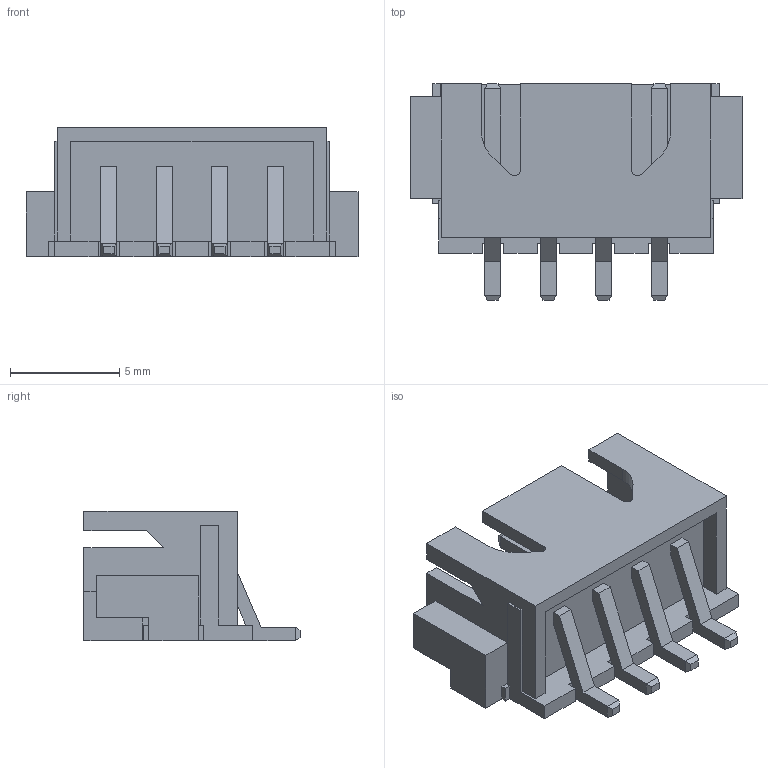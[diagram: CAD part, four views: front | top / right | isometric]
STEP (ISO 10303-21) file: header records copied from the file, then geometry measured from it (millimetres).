
FILE_DESCRIPTION(/* description */ ('Unknown'),/* implementation_level */ '2;1');
FILE_NAME(/* name */ 'JST - XH - SMD (R) - 4Pin - 2.54mm',/* time_stamp */ '2018-11-27T15:59:32-05:00',/* author */ ('Unknown'),/* organization */ ('Unknown'),/* preprocessor_version */ 'ST-DEVELOPER v16.7',/* originating_system */ 'DEX',/* authorisation */ $);
FILE_SCHEMA (('AP203_CONFIGURATION_CONTROLLED_3D_DESIGN_OF_MECHANICAL_PARTS_AND_ASSEMBLIES_MIM_LF { 1 0 10303 203 3 1 4 }','AUTOMOTIVE_DESIGN {1 0 10303 214 3 1 1}'));
Length unit declared in the file: millimetre
Products named in the file (1): JST - XH - SMD (R) - 4Pin - 2.54mm
Bounding box: 15.21 x 9.91 x 5.92 mm (x, y, z)
Volume: 250.9 mm3; surface area: 786.1 mm2
Topology: 1 solids, 21 shells, 361 faces, 901 edges, 590 vertices
Faces by surface type: plane 317, bspline 40, cylinder 4
Entity records: 14321 total; most frequent: CARTESIAN_POINT 3819, ORIENTED_EDGE 1794, DIRECTION 1283, EDGE_CURVE 897, LINE 623, VECTOR 623, VERTEX_POINT 590, EDGE_LOOP 385
